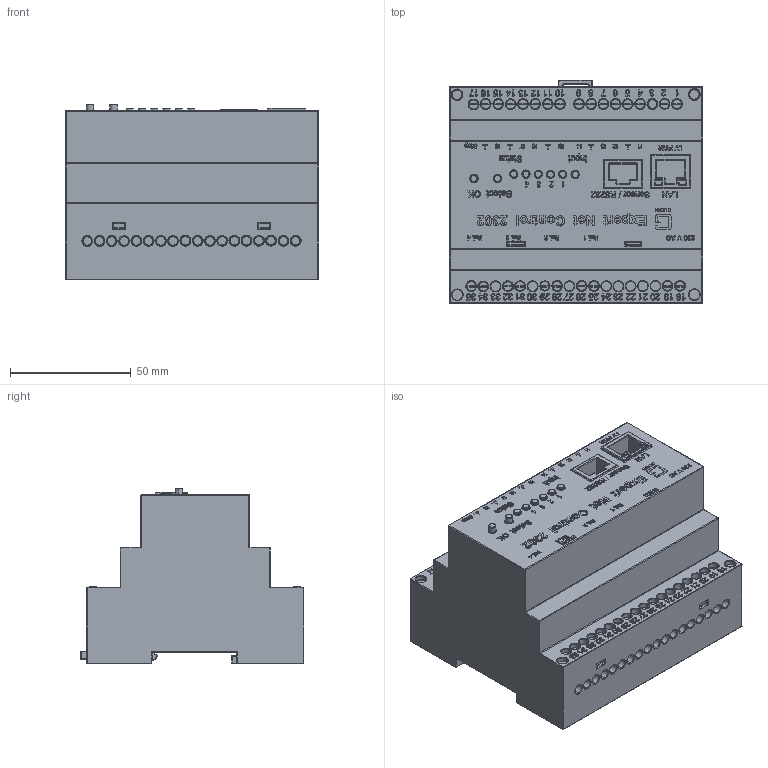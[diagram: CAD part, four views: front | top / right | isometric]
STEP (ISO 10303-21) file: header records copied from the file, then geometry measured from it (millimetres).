
FILE_DESCRIPTION (( 'STEP AP214' ), '1' );
FILE_NAME ('Expert control 2302 230313.STEP', '2023-03-13T17:28:22', ( '' ), ( '' ), 'SwSTEP 2.0', 'SolidWorks 2018', '' );
FILE_SCHEMA (( 'AUTOMOTIVE_DESIGN' ));
Length unit declared in the file: millimetre
Products named in the file (1): Expert control 2302 230313
Bounding box: 105 x 92.6 x 72.85 mm (x, y, z)
Volume: 467627.2 mm3; surface area: 56614.4 mm2
Topology: 208 solids, 209 shells, 4525 faces, 10922 edges, 6656 vertices
Faces by surface type: plane 1718, bspline 1224, cylinder 799, torus 527, sphere 257
Entity records: 167162 total; most frequent: CARTESIAN_POINT 43293, ORIENTED_EDGE 21336, DIRECTION 17195, EDGE_CURVE 10668, VERTEX_POINT 6656, AXIS2_PLACEMENT_3D 5854, LINE 5487, VECTOR 5487
